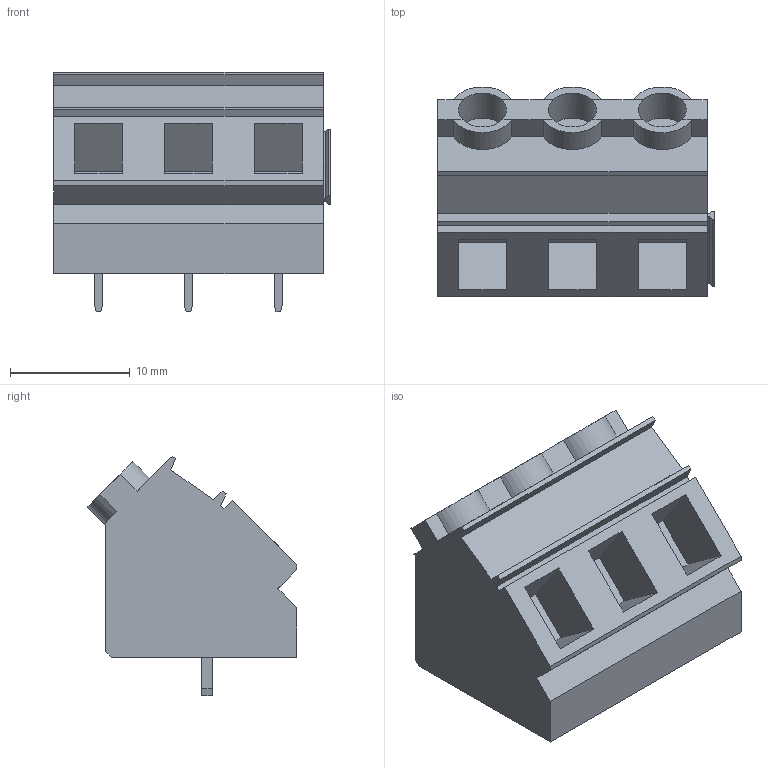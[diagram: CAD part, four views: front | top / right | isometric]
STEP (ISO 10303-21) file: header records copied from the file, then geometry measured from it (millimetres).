
FILE_DESCRIPTION(('CATIA V5 STEP Exchange','CAx-IF Rec.Pracs.--- Model Styling and Organization---1.2---2011-12-15'),'2;1');
FILE_NAME ('D1453030_0_1595810000_1595810000.stp','2018-09-20T13:45:30+00:00',('none'),('Weidmueller'),'CATIA Version 5-6 Release 2014','CATIA V5 STEP AP214','none');
FILE_SCHEMA(('AUTOMOTIVE_DESIGN { 1 0 10303 214 1 1 1 1 }'));
Length unit declared in the file: millimetre
Products named in the file (1): 1595810000
Bounding box: 23.1 x 17.49 x 20 mm (x, y, z)
Volume: 4254.5 mm3; surface area: 2404.5 mm2
Topology: 4 solids, 4 shells, 114 faces, 300 edges, 201 vertices
Faces by surface type: plane 96, cylinder 18
Entity records: 3390 total; most frequent: CARTESIAN_POINT 688, ORIENTED_EDGE 600, DIRECTION 450, EDGE_CURVE 300, VECTOR 239, LINE 239, VERTEX_POINT 201, AXIS2_PLACEMENT_3D 132
